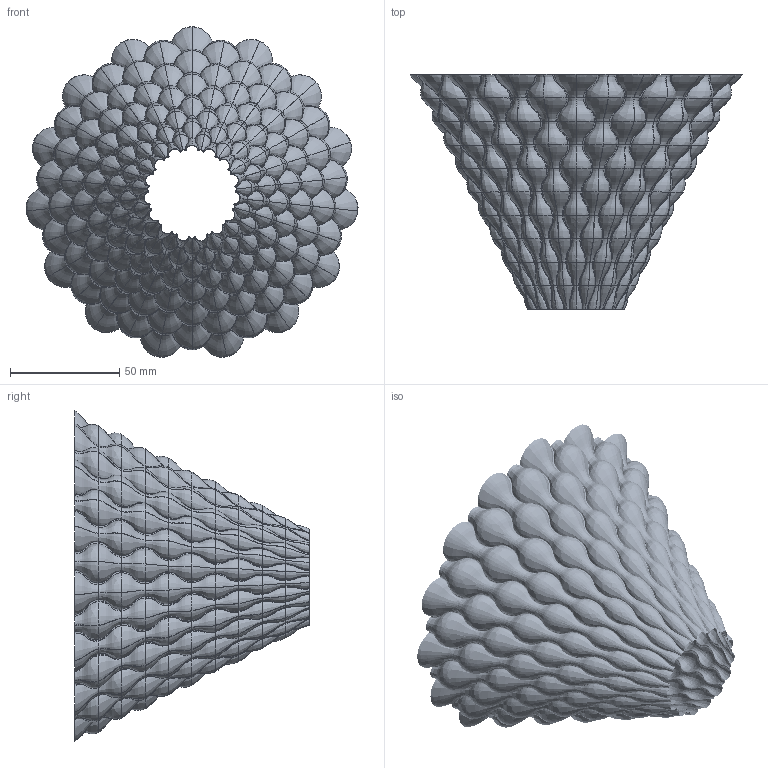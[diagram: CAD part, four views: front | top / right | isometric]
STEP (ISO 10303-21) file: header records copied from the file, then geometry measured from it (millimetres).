
FILE_DESCRIPTION(('FreeCAD Model'),'2;1');
FILE_NAME('Open CASCADE Shape Model','2025-05-03T18:24:38',('FreeCAD'),( 'FreeCAD'),'Open CASCADE STEP processor 7.6','FreeCAD','Unknown');
FILE_SCHEMA(('AUTOMOTIVE_DESIGN { 1 0 10303 214 1 1 1 1 }'));
Products named in the file (1): Open CASCADE STEP translator 7.6 1
Bounding box: 152 x 107.46 x 151.31 mm (x, y, z)
Volume: 10667.9 mm3; surface area: 94250.8 mm2
Topology: 1 solids, 1 shells, 1803 faces, 3897 edges, 2095 vertices
Faces by surface type: bspline 1803
Entity records: 486755 total; most frequent: CARTESIAN_POINT 461841, ORIENTED_EDGE 7794, EDGE_CURVE 3897, B_SPLINE_CURVE_WITH_KNOTS 3897, VERTEX_POINT 2095, FACE_BOUND 1804, EDGE_LOOP 1804, ADVANCED_FACE 1803
